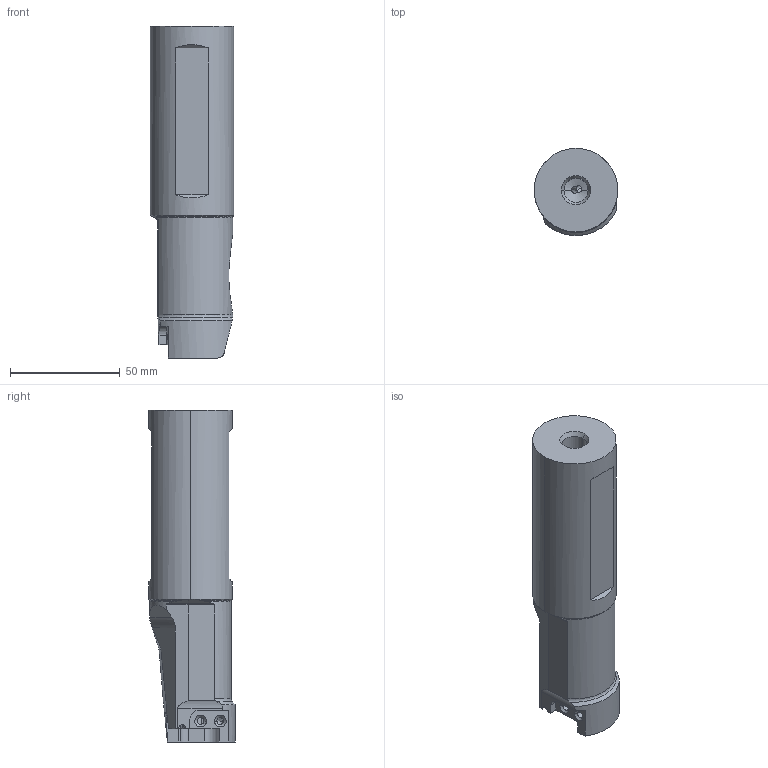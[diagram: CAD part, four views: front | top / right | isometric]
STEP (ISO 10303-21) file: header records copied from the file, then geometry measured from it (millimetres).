
FILE_DESCRIPTION(/* description */ (''),/* implementation_level */ '2;1');
FILE_NAME(/* name */ 'GYDRUS24M90D_M20L.stp',/* time_stamp */ '2017-01-13T13:09:01+09:00',/* author */ (''),/* organization */ (''),/* preprocessor_version */ 'ST-DEVELOPER v16',/* originating_system */ 'SIEMENS PLM Software NX 10.0',/* authorisation */ '');
FILE_SCHEMA (('AUTOMOTIVE_DESIGN { 1 0 10303 214 3 1 1 1 }'));
Length unit declared in the file: millimetre
Products named in the file (1): GYDRUS24M90D_M20L
Bounding box: 38.1 x 39.53 x 151.4 mm (x, y, z)
Volume: 138102.8 mm3; surface area: 24940.6 mm2
Topology: 1 solids, 1 shells, 106 faces, 292 edges, 182 vertices
Faces by surface type: cylinder 42, plane 31, cone 27, torus 5, sphere 1
Entity records: 4225 total; most frequent: CARTESIAN_POINT 1525, ORIENTED_EDGE 566, DIRECTION 555, EDGE_CURVE 283, AXIS2_PLACEMENT_3D 214, VERTEX_POINT 182, LINE 127, VECTOR 127
